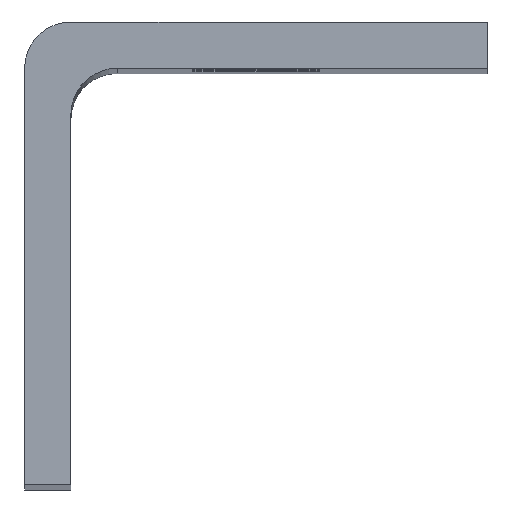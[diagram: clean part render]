
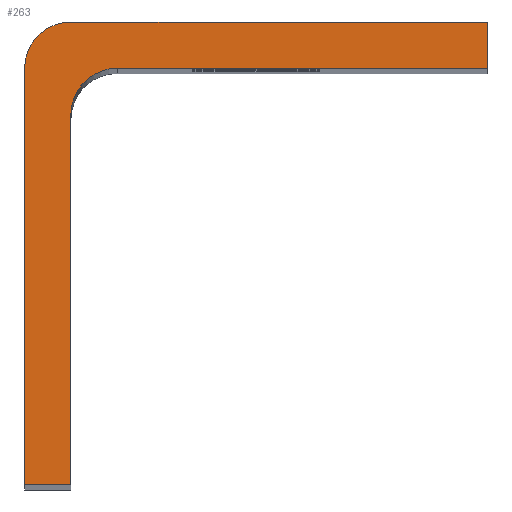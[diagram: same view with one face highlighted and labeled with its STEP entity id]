
A CAD part, top view. The second image highlights one B-rep face of the part: STEP entity #263.
In plain terms, the highlighted planar face has unit normal (0, 0, 1).
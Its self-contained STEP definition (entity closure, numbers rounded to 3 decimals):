
#2 = DIRECTION ( 'NONE',  ( 1., 0., 0. ) ) ;
#14 = CARTESIAN_POINT ( 'NONE',  ( 0., 0., 130. ) ) ;
#35 = VERTEX_POINT ( 'NONE', #313 ) ;
#43 = DIRECTION ( 'NONE',  ( 0., 0., 1. ) ) ;
#50 = VECTOR ( 'NONE', #2, 1000. ) ;
#60 = ORIENTED_EDGE ( 'NONE', *, *, #318, .T. ) ;
#78 = AXIS2_PLACEMENT_3D ( 'NONE', #627, #432, #580 ) ;
#85 = PLANE ( 'NONE',  #78 ) ;
#88 = AXIS2_PLACEMENT_3D ( 'NONE', #488, #43, #349 ) ;
#89 = DIRECTION ( 'NONE',  ( 1., 0., 0. ) ) ;
#97 = LINE ( 'NONE', #524, #291 ) ;
#112 = CARTESIAN_POINT ( 'NONE',  ( 0., 0., 130. ) ) ;
#131 = EDGE_CURVE ( 'NONE', #35, #458, #97, .T. ) ;
#132 = DIRECTION ( 'NONE',  ( 0., 1., 0. ) ) ;
#144 = VERTEX_POINT ( 'NONE', #431 ) ;
#146 = EDGE_LOOP ( 'NONE', ( #475, #608, #459, #60, #379, #594, #395, #428 ) ) ;
#148 = CARTESIAN_POINT ( 'NONE',  ( 20., 20., 130. ) ) ;
#149 = LINE ( 'NONE', #14, #302 ) ;
#155 = DIRECTION ( 'NONE',  ( 0., 0., -1. ) ) ;
#156 = LINE ( 'NONE', #148, #533 ) ;
#159 = CARTESIAN_POINT ( 'NONE',  ( 2., 16., 130. ) ) ;
#166 = DIRECTION ( 'NONE',  ( -1., 0., 0. ) ) ;
#175 = VERTEX_POINT ( 'NONE', #332 ) ;
#181 = CIRCLE ( 'NONE', #88, 2. ) ;
#203 = CARTESIAN_POINT ( 'NONE',  ( 4., 16., 130. ) ) ;
#205 = LINE ( 'NONE', #295, #50 ) ;
#227 = VERTEX_POINT ( 'NONE', #568 ) ;
#251 = CARTESIAN_POINT ( 'NONE',  ( 0., 18., 130. ) ) ;
#259 = VECTOR ( 'NONE', #166, 1000. ) ;
#261 = DIRECTION ( 'NONE',  ( 0., -1., 0. ) ) ;
#263 = ADVANCED_FACE ( 'NONE', ( #426 ), #85, .F. ) ;
#287 = EDGE_CURVE ( 'NONE', #500, #35, #471, .T. ) ;
#291 = VECTOR ( 'NONE', #132, 1000. ) ;
#295 = CARTESIAN_POINT ( 'NONE',  ( 20., 18., 130. ) ) ;
#302 = VECTOR ( 'NONE', #261, 1000. ) ;
#313 = CARTESIAN_POINT ( 'NONE',  ( 2., 0., 130. ) ) ;
#318 = EDGE_CURVE ( 'NONE', #175, #227, #205, .T. ) ;
#332 = CARTESIAN_POINT ( 'NONE',  ( 4., 18., 130. ) ) ;
#334 = EDGE_CURVE ( 'NONE', #441, #434, #181, .T. ) ;
#349 = DIRECTION ( 'NONE',  ( -1., 0., 0. ) ) ;
#363 = EDGE_CURVE ( 'NONE', #227, #144, #156, .T. ) ;
#365 = DIRECTION ( 'NONE',  ( 1., 0., 0. ) ) ;
#379 = ORIENTED_EDGE ( 'NONE', *, *, #363, .T. ) ;
#387 = AXIS2_PLACEMENT_3D ( 'NONE', #203, #155, #365 ) ;
#395 = ORIENTED_EDGE ( 'NONE', *, *, #334, .T. ) ;
#399 = LINE ( 'NONE', #598, #259 ) ;
#403 = CARTESIAN_POINT ( 'NONE',  ( 2., 20., 130. ) ) ;
#426 = FACE_OUTER_BOUND ( 'NONE', #146, .T. ) ;
#428 = ORIENTED_EDGE ( 'NONE', *, *, #523, .T. ) ;
#431 = CARTESIAN_POINT ( 'NONE',  ( 20., 20., 130. ) ) ;
#432 = DIRECTION ( 'NONE',  ( 0., 0., -1. ) ) ;
#434 = VERTEX_POINT ( 'NONE', #251 ) ;
#441 = VERTEX_POINT ( 'NONE', #403 ) ;
#458 = VERTEX_POINT ( 'NONE', #159 ) ;
#459 = ORIENTED_EDGE ( 'NONE', *, *, #483, .T. ) ;
#471 = LINE ( 'NONE', #485, #584 ) ;
#475 = ORIENTED_EDGE ( 'NONE', *, *, #287, .T. ) ;
#483 = EDGE_CURVE ( 'NONE', #458, #175, #495, .T. ) ;
#485 = CARTESIAN_POINT ( 'NONE',  ( 2., 0., 130. ) ) ;
#488 = CARTESIAN_POINT ( 'NONE',  ( 2., 18., 130. ) ) ;
#491 = DIRECTION ( 'NONE',  ( 0., 1., 0. ) ) ;
#495 = CIRCLE ( 'NONE', #387, 2. ) ;
#500 = VERTEX_POINT ( 'NONE', #112 ) ;
#523 = EDGE_CURVE ( 'NONE', #434, #500, #149, .T. ) ;
#524 = CARTESIAN_POINT ( 'NONE',  ( 2., 16., 130. ) ) ;
#533 = VECTOR ( 'NONE', #491, 1000. ) ;
#568 = CARTESIAN_POINT ( 'NONE',  ( 20., 18., 130. ) ) ;
#580 = DIRECTION ( 'NONE',  ( -1., 0., 0. ) ) ;
#584 = VECTOR ( 'NONE', #89, 1000. ) ;
#588 = EDGE_CURVE ( 'NONE', #144, #441, #399, .T. ) ;
#594 = ORIENTED_EDGE ( 'NONE', *, *, #588, .T. ) ;
#598 = CARTESIAN_POINT ( 'NONE',  ( 2., 20., 130. ) ) ;
#608 = ORIENTED_EDGE ( 'NONE', *, *, #131, .T. ) ;
#627 = CARTESIAN_POINT ( 'NONE',  ( 2., 18., 130. ) ) ;
